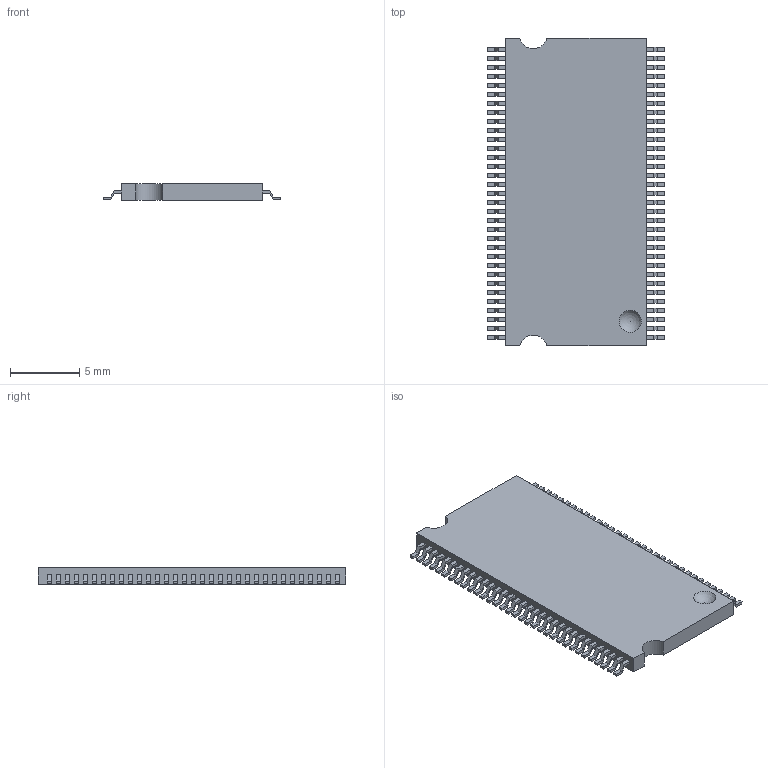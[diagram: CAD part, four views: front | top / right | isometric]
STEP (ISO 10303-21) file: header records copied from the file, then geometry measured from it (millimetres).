
FILE_DESCRIPTION(('FreeCAD Model'),'2;1');
FILE_NAME('DDR_66_TSOP_40mil.step','2017-05-19T21:06:39',('Author'),(''), 'Open CASCADE STEP processor 7.1','FreeCAD','Unknown');
FILE_SCHEMA(('AUTOMOTIVE_DESIGN { 1 0 10303 214 1 1 1 1 }'));
Length unit declared in the file: millimetre
Products named in the file (4): ASSEMBLY; Array_(Mirror_#1); Array; Cut002
Assembly tree (3 placements, depth 2):
  ASSEMBLY
    Array_(Mirror_#1)
    Array
    Cut002
Bounding box: 12.82 x 22.2 x 1.2 mm (x, y, z)
Volume: 272.9 mm3; surface area: 633.1 mm2
Topology: 67 solids, 67 shells, 671 faces, 1611 edges, 1074 vertices
Faces by surface type: plane 668, cylinder 2, sphere 1
Entity records: 40610 total; most frequent: CARTESIAN_POINT 6617, DIRECTION 6173, LINE 4811, VECTOR 4811, ORIENTED_EDGE 3220, PCURVE 3220, DEFINITIONAL_REPRESENTATION 3220, EDGE_CURVE 1610
